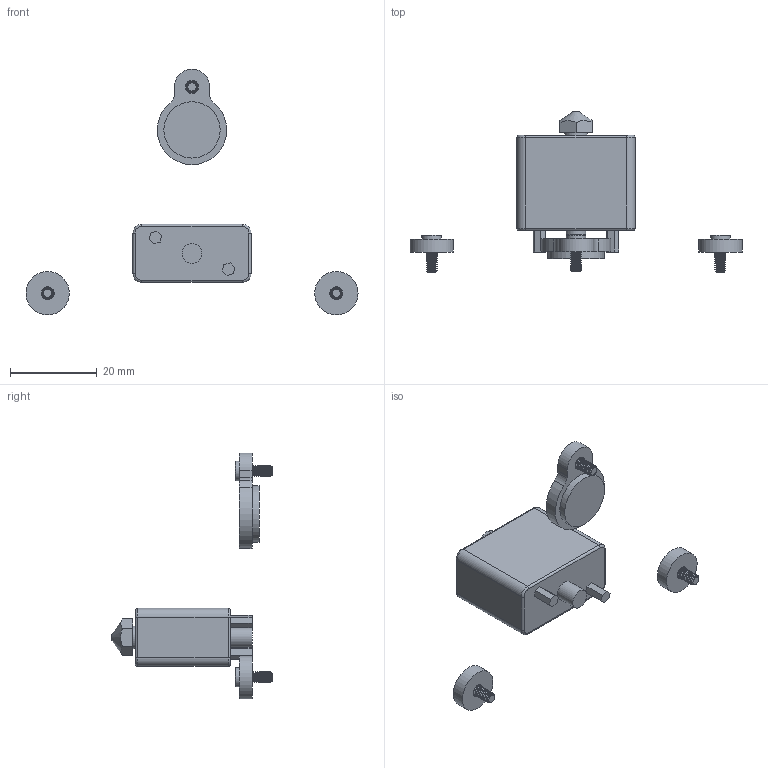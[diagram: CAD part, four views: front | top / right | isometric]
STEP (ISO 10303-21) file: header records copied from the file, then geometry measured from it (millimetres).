
FILE_DESCRIPTION(/* description */ (''),/* implementation_level */ '2;1');
FILE_NAME(/* name */ 'DUCT TEMPLATE v4.step',/* time_stamp */ '2024-07-26T13:51:57-04:00',/* author */ (''),/* organization */ (''),/* preprocessor_version */ 'ST-DEVELOPER v20',/* originating_system */ 'Autodesk Translation Framework v13.14.0.145',/* authorisation */ '');
FILE_SCHEMA (('AUTOMOTIVE_DESIGN { 1 0 10303 214 3 1 1 }'));
Length unit declared in the file: millimetre
Products named in the file (5): DUCT TEMPLATE; LHMNT; REARMNT; RHMNT; 91290A101_Alloy Steel Socket Head Screw
Assembly tree (6 placements, depth 2):
  DUCT TEMPLATE
    LHMNT
    REARMNT
    RHMNT
    91290A101_Alloy Steel Socket Head Screw  x3
Bounding box: 76.65 x 36.95 x 56.73 mm (x, y, z)
Volume: 9799.9 mm3; surface area: 4671.8 mm2
Topology: 8 solids, 8 shells, 218 faces, 536 edges, 346 vertices
Faces by surface type: cylinder 112, plane 70, cone 19, torus 11, bspline 6
Full cylindrical faces by diameter (mm): 0.25 x1, 1.915 x36, 2.5 x33, 3 x3, 4.5 x3, 4.601 x1, 5.177 x1, 10 x2, 13 x2
Entity records: 5558 total; most frequent: CARTESIAN_POINT 2593, ORIENTED_EDGE 580, DIRECTION 566, EDGE_CURVE 290, AXIS2_PLACEMENT_3D 214, VERTEX_POINT 186, EDGE_LOOP 140, LINE 138
